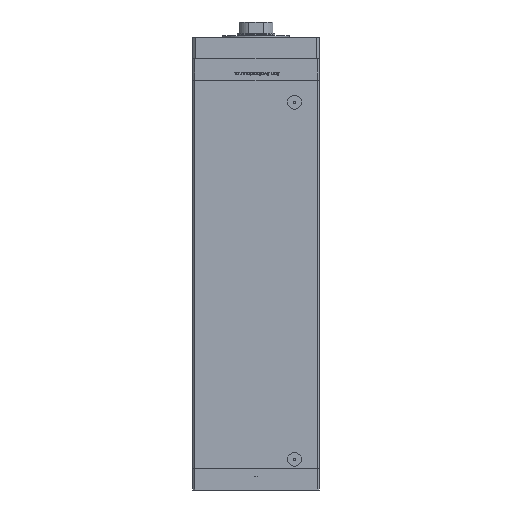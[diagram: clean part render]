
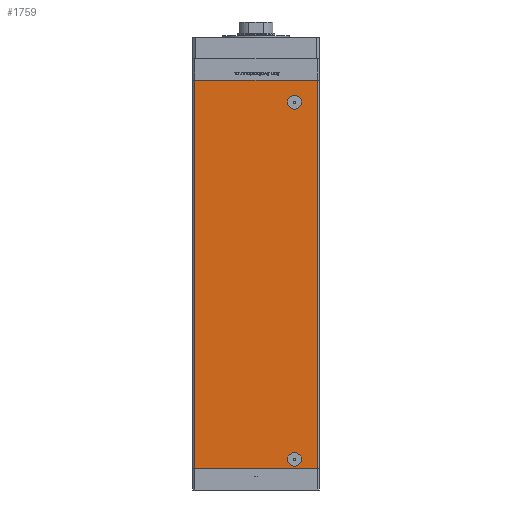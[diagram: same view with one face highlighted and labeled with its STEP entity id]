
A CAD part, front view. The second image highlights one B-rep face of the part: STEP entity #1759.
In plain terms, the highlighted planar face has unit normal (0, -1, 0).
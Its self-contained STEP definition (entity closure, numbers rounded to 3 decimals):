
#94 = CARTESIAN_POINT ( 'NONE',  ( 36.5, -51., 354.08 ) ) ;
#563 = EDGE_CURVE ( 'NONE', #42970, #30931, #19921, .T. ) ;
#930 = ORIENTED_EDGE ( 'NONE', *, *, #36966, .T. ) ;
#1759 = ADVANCED_FACE ( 'NONE', ( #27655, #23576, #48882 ), #53220, .F. ) ;
#2707 = EDGE_LOOP ( 'NONE', ( #3110, #22055, #22672, #930 ) ) ;
#3110 = ORIENTED_EDGE ( 'NONE', *, *, #563, .T. ) ;
#3286 = VECTOR ( 'NONE', #44430, 1000. ) ;
#3647 = ORIENTED_EDGE ( 'NONE', *, *, #33888, .F. ) ;
#3967 = CARTESIAN_POINT ( 'NONE',  ( 36.5, -51., 347.5 ) ) ;
#5254 = VECTOR ( 'NONE', #38404, 1000. ) ;
#5536 = DIRECTION ( 'NONE',  ( 0., 1., 0. ) ) ;
#6032 = CIRCLE ( 'NONE', #12967, 6.58 ) ;
#6995 = DIRECTION ( 'NONE',  ( 0., 1., 0. ) ) ;
#7225 = DIRECTION ( 'NONE',  ( 0., -1., 0. ) ) ;
#7906 = AXIS2_PLACEMENT_3D ( 'NONE', #12349, #33543, #25124 ) ;
#7928 = ORIENTED_EDGE ( 'NONE', *, *, #16205, .T. ) ;
#8093 = VERTEX_POINT ( 'NONE', #26574 ) ;
#8483 = VERTEX_POINT ( 'NONE', #94 ) ;
#9593 = CARTESIAN_POINT ( 'NONE',  ( 36.5, -51., 347.5 ) ) ;
#10082 = EDGE_LOOP ( 'NONE', ( #42730, #7928 ) ) ;
#10237 = EDGE_CURVE ( 'NONE', #33351, #46052, #31321, .T. ) ;
#11212 = DIRECTION ( 'NONE',  ( 1., 0., 0. ) ) ;
#12345 = VECTOR ( 'NONE', #36146, 1000. ) ;
#12349 = CARTESIAN_POINT ( 'NONE',  ( 36.5, -51., 9. ) ) ;
#12967 = AXIS2_PLACEMENT_3D ( 'NONE', #31686, #7225, #49102 ) ;
#13848 = VERTEX_POINT ( 'NONE', #42951 ) ;
#14709 = LINE ( 'NONE', #21801, #5254 ) ;
#14942 = LINE ( 'NONE', #44607, #12345 ) ;
#15688 = CARTESIAN_POINT ( 'NONE',  ( -58., -51., 368.5 ) ) ;
#16205 = EDGE_CURVE ( 'NONE', #8483, #13848, #18361, .T. ) ;
#17667 = EDGE_CURVE ( 'NONE', #27696, #30931, #14942, .T. ) ;
#18361 = CIRCLE ( 'NONE', #51375, 6.58 ) ;
#19921 = LINE ( 'NONE', #27822, #3286 ) ;
#21801 = CARTESIAN_POINT ( 'NONE',  ( -58., -51., 368.5 ) ) ;
#21971 = VECTOR ( 'NONE', #11212, 1000. ) ;
#22055 = ORIENTED_EDGE ( 'NONE', *, *, #17667, .F. ) ;
#22672 = ORIENTED_EDGE ( 'NONE', *, *, #43858, .F. ) ;
#23037 = CARTESIAN_POINT ( 'NONE',  ( 36.5, -51., 2.42 ) ) ;
#23576 = FACE_OUTER_BOUND ( 'NONE', #2707, .T. ) ;
#25124 = DIRECTION ( 'NONE',  ( 0., 0., -1. ) ) ;
#26574 = CARTESIAN_POINT ( 'NONE',  ( -58., -51., 368.5 ) ) ;
#27655 = FACE_BOUND ( 'NONE', #27763, .T. ) ;
#27696 = VERTEX_POINT ( 'NONE', #53207 ) ;
#27741 = EDGE_CURVE ( 'NONE', #13848, #8483, #28511, .T. ) ;
#27763 = EDGE_LOOP ( 'NONE', ( #3647, #50672 ) ) ;
#27822 = CARTESIAN_POINT ( 'NONE',  ( -58., -51., 0. ) ) ;
#28511 = CIRCLE ( 'NONE', #53702, 6.58 ) ;
#30931 = VERTEX_POINT ( 'NONE', #39270 ) ;
#31321 = CIRCLE ( 'NONE', #7906, 6.58 ) ;
#31686 = CARTESIAN_POINT ( 'NONE',  ( 36.5, -51., 9. ) ) ;
#31874 = LINE ( 'NONE', #48489, #21971 ) ;
#33351 = VERTEX_POINT ( 'NONE', #42137 ) ;
#33543 = DIRECTION ( 'NONE',  ( 0., -1., 0. ) ) ;
#33888 = EDGE_CURVE ( 'NONE', #46052, #33351, #6032, .T. ) ;
#34553 = AXIS2_PLACEMENT_3D ( 'NONE', #15688, #6995, #53478 ) ;
#36146 = DIRECTION ( 'NONE',  ( 0., 0., -1. ) ) ;
#36966 = EDGE_CURVE ( 'NONE', #8093, #42970, #14709, .T. ) ;
#38404 = DIRECTION ( 'NONE',  ( 0., 0., -1. ) ) ;
#39270 = CARTESIAN_POINT ( 'NONE',  ( 58., -51., 0. ) ) ;
#42137 = CARTESIAN_POINT ( 'NONE',  ( 36.5, -51., 15.58 ) ) ;
#42246 = DIRECTION ( 'NONE',  ( 0., 0., -1. ) ) ;
#42730 = ORIENTED_EDGE ( 'NONE', *, *, #27741, .T. ) ;
#42951 = CARTESIAN_POINT ( 'NONE',  ( 36.5, -51., 340.92 ) ) ;
#42970 = VERTEX_POINT ( 'NONE', #52822 ) ;
#43858 = EDGE_CURVE ( 'NONE', #8093, #27696, #31874, .T. ) ;
#44430 = DIRECTION ( 'NONE',  ( 1., 0., 0. ) ) ;
#44523 = DIRECTION ( 'NONE',  ( 0., 1., 0. ) ) ;
#44607 = CARTESIAN_POINT ( 'NONE',  ( 58., -51., 368.5 ) ) ;
#46052 = VERTEX_POINT ( 'NONE', #23037 ) ;
#48489 = CARTESIAN_POINT ( 'NONE',  ( -58., -51., 368.5 ) ) ;
#48882 = FACE_BOUND ( 'NONE', #10082, .T. ) ;
#49102 = DIRECTION ( 'NONE',  ( 0., 0., -1. ) ) ;
#49663 = DIRECTION ( 'NONE',  ( 0., 0., -1. ) ) ;
#50672 = ORIENTED_EDGE ( 'NONE', *, *, #10237, .F. ) ;
#51375 = AXIS2_PLACEMENT_3D ( 'NONE', #9593, #5536, #42246 ) ;
#52822 = CARTESIAN_POINT ( 'NONE',  ( -58., -51., 0. ) ) ;
#53207 = CARTESIAN_POINT ( 'NONE',  ( 58., -51., 368.5 ) ) ;
#53220 = PLANE ( 'NONE',  #34553 ) ;
#53478 = DIRECTION ( 'NONE',  ( 0., 0., 1. ) ) ;
#53702 = AXIS2_PLACEMENT_3D ( 'NONE', #3967, #44523, #49663 ) ;
